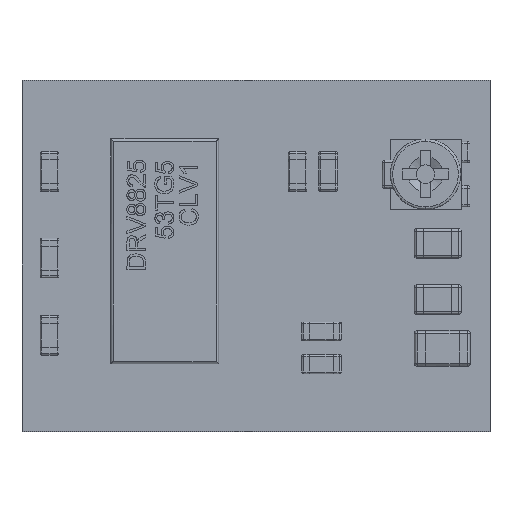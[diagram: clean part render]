
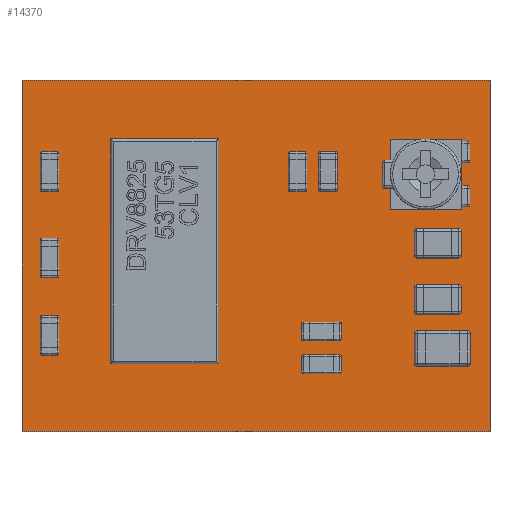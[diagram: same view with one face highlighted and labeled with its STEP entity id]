
A CAD part, top view. The second image highlights one B-rep face of the part: STEP entity #14370.
In plain terms, the highlighted planar face has unit normal (0, 0, 1).
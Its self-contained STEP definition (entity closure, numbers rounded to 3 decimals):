
#1913=PLANE('',#15246);
#2846=FACE_OUTER_BOUND('',#3563,.T.);
#3563=EDGE_LOOP('',(#13627,#13628,#13629,#13630));
#5036=LINE('',#31583,#6527);
#5037=LINE('',#31585,#6528);
#5038=LINE('',#31587,#6529);
#5039=LINE('',#31588,#6530);
#6527=VECTOR('',#18393,10.);
#6528=VECTOR('',#18394,10.);
#6529=VECTOR('',#18395,10.);
#6530=VECTOR('',#18396,10.);
#8464=VERTEX_POINT('',#31581);
#8465=VERTEX_POINT('',#31582);
#8466=VERTEX_POINT('',#31584);
#8467=VERTEX_POINT('',#31586);
#10593=EDGE_CURVE('',#8464,#8465,#5036,.T.);
#10594=EDGE_CURVE('',#8465,#8466,#5037,.T.);
#10595=EDGE_CURVE('',#8466,#8467,#5038,.T.);
#10596=EDGE_CURVE('',#8467,#8464,#5039,.T.);
#13627=ORIENTED_EDGE('',*,*,#10593,.T.);
#13628=ORIENTED_EDGE('',*,*,#10594,.T.);
#13629=ORIENTED_EDGE('',*,*,#10595,.T.);
#13630=ORIENTED_EDGE('',*,*,#10596,.T.);
#14370=ADVANCED_FACE('',(#2846),#1913,.T.);
#15246=AXIS2_PLACEMENT_3D('',#31580,#18391,#18392);
#18391=DIRECTION('center_axis',(0.,0.,1.));
#18392=DIRECTION('ref_axis',(-1.,0.,0.));
#18393=DIRECTION('',(1.,0.,0.));
#18394=DIRECTION('',(0.,1.,0.));
#18395=DIRECTION('',(-1.,0.,0.));
#18396=DIRECTION('',(0.,-1.,0.));
#31580=CARTESIAN_POINT('Origin',(0.,0.,9.9));
#31581=CARTESIAN_POINT('',(0.,0.,9.9));
#31582=CARTESIAN_POINT('',(20.,0.,9.9));
#31583=CARTESIAN_POINT('',(0.,0.,9.9));
#31584=CARTESIAN_POINT('',(20.,15.,9.9));
#31585=CARTESIAN_POINT('',(20.,0.,9.9));
#31586=CARTESIAN_POINT('',(0.,15.,9.9));
#31587=CARTESIAN_POINT('',(20.,15.,9.9));
#31588=CARTESIAN_POINT('',(0.,15.,9.9));
